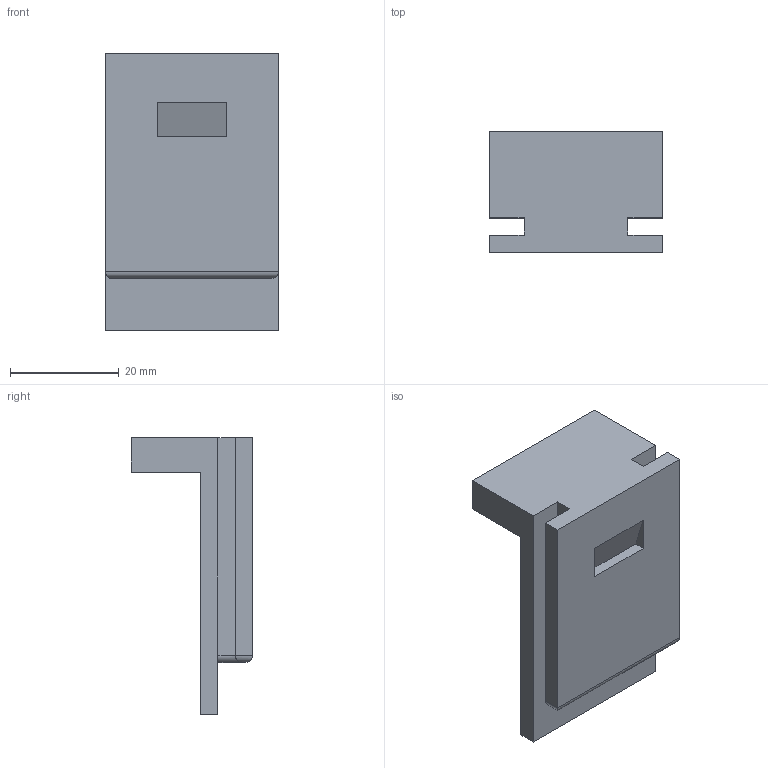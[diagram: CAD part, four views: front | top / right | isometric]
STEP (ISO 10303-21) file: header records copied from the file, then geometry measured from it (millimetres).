
FILE_DESCRIPTION (( 'STEP AP214' ), '1' );
FILE_NAME ('Attachment Piece.STEP', '2025-03-20T01:30:40', ( '' ), ( '' ), 'SwSTEP 2.0', 'SolidWorks 2024', '' );
FILE_SCHEMA (( 'AUTOMOTIVE_DESIGN' ));
Length unit declared in the file: inch
Products named in the file (1): Attachment Piece
Bounding box: 31.75 x 22.23 x 50.8 mm (x, y, z)
Volume: 14239.3 mm3; surface area: 6623.6 mm2
Topology: 1 solids, 1 shells, 27 faces, 66 edges, 42 vertices
Faces by surface type: plane 20, cylinder 7
Entity records: 801 total; most frequent: CARTESIAN_POINT 154, ORIENTED_EDGE 132, DIRECTION 118, EDGE_CURVE 66, LINE 58, VECTOR 58, VERTEX_POINT 42, AXIS2_PLACEMENT_3D 30
